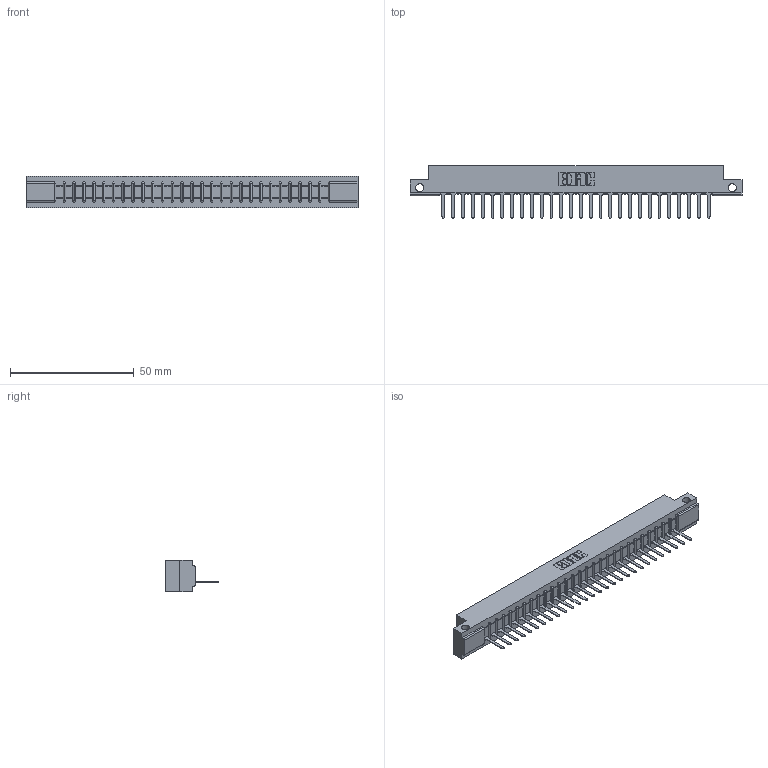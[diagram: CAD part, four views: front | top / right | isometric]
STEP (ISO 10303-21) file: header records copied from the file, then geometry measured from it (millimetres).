
FILE_DESCRIPTION (( 'STEP AP203' ), '1' );
FILE_NAME ('357-028-527-112.STEP', '2019-09-14T02:59:07', ( '' ), ( '' ), 'SwSTEP 2.0', 'SolidWorks 2016', '' );
FILE_SCHEMA (( 'CONFIG_CONTROL_DESIGN' ));
Length unit declared in the file: inch
Products named in the file (3): 307-290-001_527; 357-028-527-112; 307 Part_.128 Dia Side Mounting Holes
Assembly tree (29 placements, depth 2):
  357-028-527-112
    307 Part_.128 Dia Side Mounting Holes
    307-290-001_527  x28
Bounding box: 133.96 x 21.11 x 12.7 mm (x, y, z)
Volume: 13702.7 mm3; surface area: 14402.8 mm2
Topology: 29 solids, 29 shells, 1715 faces, 4859 edges, 3122 vertices
Faces by surface type: plane 1106, cylinder 551, sphere 58
Entity records: 25700 total; most frequent: CARTESIAN_POINT 4324, ORIENTED_EDGE 4310, DIRECTION 4213, EDGE_CURVE 2155, VECTOR 1647, LINE 1647, VERTEX_POINT 1394, AXIS2_PLACEMENT_3D 1283
